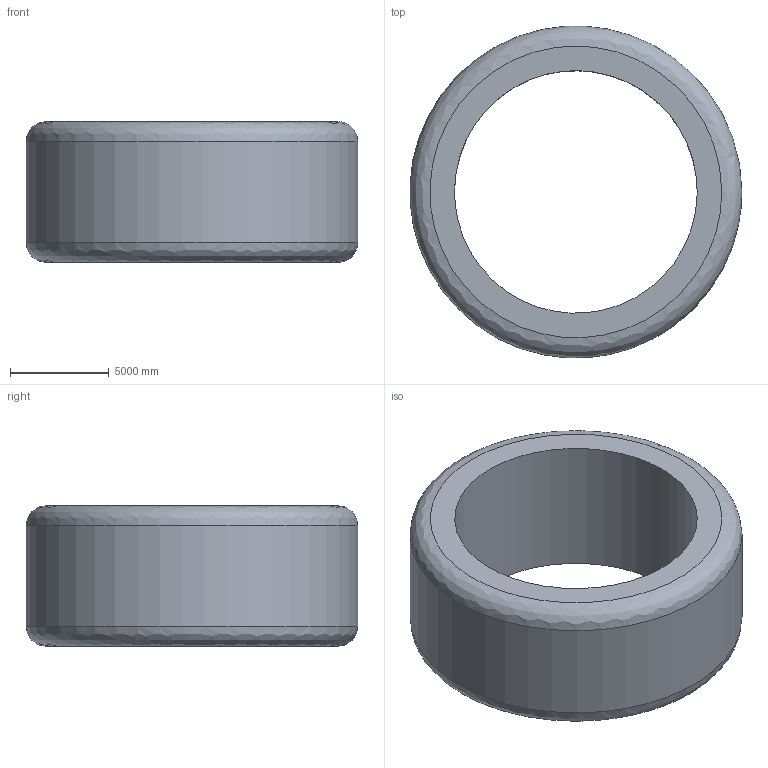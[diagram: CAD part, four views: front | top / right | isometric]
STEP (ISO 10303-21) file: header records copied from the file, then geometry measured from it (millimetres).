
FILE_DESCRIPTION((('zoo.dev export')), '2;1');
FILE_NAME('dump.step', '1970-01-01T00:00:00.0+00:00', ('Author unknown'), ('Organization unknown'), 'zoo.dev beta', 'zoo.dev', 'Authorization unknown');
FILE_SCHEMA(('AP203_CONFIGURATION_CONTROLLED_3D_DESIGN_OF_MECHANICAL_PARTS_AND_ASSEMBLIES_MIM_LF'));
Length unit declared in the file: metre
Products named in the file (1): UNIDENTIFIED_PRODUCT
Bounding box: 16759.4 x 16744.58 x 7112 mm (x, y, z)
Volume: 711658702254 mm3; surface area: 809123300.9 mm2
Topology: 1 solids, 1 shells, 6 faces, 12 edges, 6 vertices
Faces by surface type: bspline 4, plane 2
Entity records: 252 total; most frequent: CARTESIAN_POINT 162, ORIENTED_EDGE 24, EDGE_CURVE 12, VERTEX_POINT 6, DIRECTION 6, EDGE_LOOP 6, FACE_OUTER_BOUND 6, ADVANCED_FACE 6
